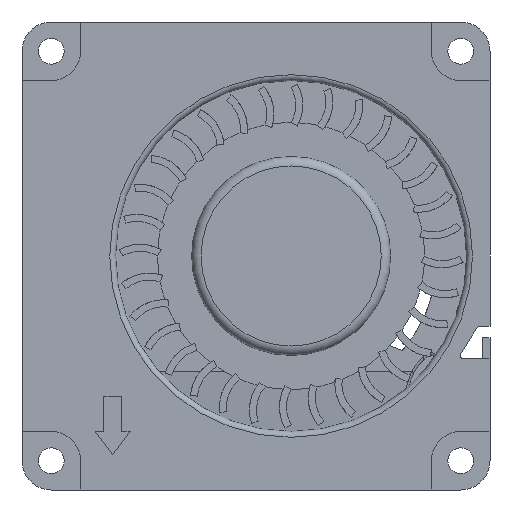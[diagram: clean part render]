
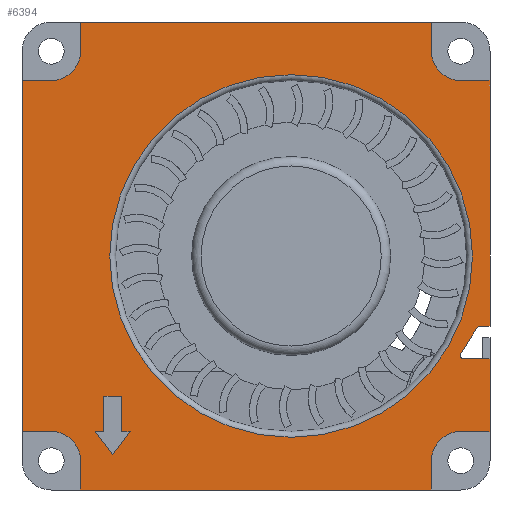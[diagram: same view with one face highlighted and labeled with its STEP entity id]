
A CAD part, front view. The second image highlights one B-rep face of the part: STEP entity #6394.
In plain terms, the highlighted planar face has unit normal (0, -1, 0).
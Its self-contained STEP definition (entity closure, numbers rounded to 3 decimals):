
#50=FACE_BOUND('',#1148,.T.);
#51=FACE_BOUND('',#1149,.T.);
#334=CIRCLE('',#7023,15.5);
#338=CIRCLE('',#7027,15.5);
#340=CIRCLE('',#7031,0.3);
#341=CIRCLE('',#7032,0.3);
#342=CIRCLE('',#7033,2.5);
#343=CIRCLE('',#7034,2.5);
#344=CIRCLE('',#7035,2.5);
#345=CIRCLE('',#7036,2.5);
#802=FACE_OUTER_BOUND('',#1147,.T.);
#1147=EDGE_LOOP('',(#5379,#5380,#5381,#5382,#5383,#5384,#5385,#5386,#5387,
#5388,#5389,#5390,#5391,#5392,#5393,#5394,#5395,#5396,#5397,#5398,#5399,
#5400));
#1148=EDGE_LOOP('',(#5401,#5402,#5403,#5404,#5405,#5406,#5407));
#1149=EDGE_LOOP('',(#5408,#5409));
#1324=LINE('',#9357,#1921);
#1328=LINE('',#9365,#1925);
#1331=LINE('',#9371,#1928);
#1334=LINE('',#9377,#1931);
#1337=LINE('',#9383,#1934);
#1340=LINE('',#9389,#1937);
#1343=LINE('',#9394,#1940);
#1687=LINE('',#10585,#2284);
#1688=LINE('',#10589,#2285);
#1689=LINE('',#10593,#2286);
#1690=LINE('',#10595,#2287);
#1691=LINE('',#10597,#2288);
#1692=LINE('',#10601,#2289);
#1693=LINE('',#10603,#2290);
#1694=LINE('',#10605,#2291);
#1695=LINE('',#10609,#2292);
#1696=LINE('',#10611,#2293);
#1697=LINE('',#10613,#2294);
#1698=LINE('',#10617,#2295);
#1699=LINE('',#10619,#2296);
#1700=LINE('',#10621,#2297);
#1701=LINE('',#10625,#2298);
#1702=LINE('',#10626,#2299);
#1921=VECTOR('',#7383,10.);
#1925=VECTOR('',#7389,10.);
#1928=VECTOR('',#7394,10.);
#1931=VECTOR('',#7399,10.);
#1934=VECTOR('',#7404,10.);
#1937=VECTOR('',#7409,10.);
#1940=VECTOR('',#7414,10.);
#2284=VECTOR('',#8672,10.);
#2285=VECTOR('',#8675,10.);
#2286=VECTOR('',#8678,10.);
#2287=VECTOR('',#8679,10.);
#2288=VECTOR('',#8680,10.);
#2289=VECTOR('',#8683,10.);
#2290=VECTOR('',#8684,10.);
#2291=VECTOR('',#8685,10.);
#2292=VECTOR('',#8688,10.);
#2293=VECTOR('',#8689,10.);
#2294=VECTOR('',#8690,10.);
#2295=VECTOR('',#8693,10.);
#2296=VECTOR('',#8694,10.);
#2297=VECTOR('',#8695,10.);
#2298=VECTOR('',#8698,10.);
#2299=VECTOR('',#8699,10.);
#2512=VERTEX_POINT('',#9355);
#2513=VERTEX_POINT('',#9356);
#2516=VERTEX_POINT('',#9364);
#2518=VERTEX_POINT('',#9370);
#2520=VERTEX_POINT('',#9376);
#2522=VERTEX_POINT('',#9382);
#2524=VERTEX_POINT('',#9388);
#2909=VERTEX_POINT('',#10569);
#2910=VERTEX_POINT('',#10570);
#2914=VERTEX_POINT('',#10583);
#2915=VERTEX_POINT('',#10584);
#2916=VERTEX_POINT('',#10586);
#2917=VERTEX_POINT('',#10588);
#2918=VERTEX_POINT('',#10590);
#2919=VERTEX_POINT('',#10592);
#2920=VERTEX_POINT('',#10594);
#2921=VERTEX_POINT('',#10596);
#2922=VERTEX_POINT('',#10598);
#2923=VERTEX_POINT('',#10600);
#2924=VERTEX_POINT('',#10602);
#2925=VERTEX_POINT('',#10604);
#2926=VERTEX_POINT('',#10606);
#2927=VERTEX_POINT('',#10608);
#2928=VERTEX_POINT('',#10610);
#2929=VERTEX_POINT('',#10612);
#2930=VERTEX_POINT('',#10614);
#2931=VERTEX_POINT('',#10616);
#2932=VERTEX_POINT('',#10618);
#2933=VERTEX_POINT('',#10620);
#2934=VERTEX_POINT('',#10622);
#2935=VERTEX_POINT('',#10624);
#3168=EDGE_CURVE('',#2512,#2513,#1324,.T.);
#3172=EDGE_CURVE('',#2516,#2512,#1328,.T.);
#3175=EDGE_CURVE('',#2518,#2516,#1331,.T.);
#3178=EDGE_CURVE('',#2520,#2518,#1334,.T.);
#3181=EDGE_CURVE('',#2522,#2520,#1337,.T.);
#3184=EDGE_CURVE('',#2524,#2522,#1340,.T.);
#3187=EDGE_CURVE('',#2513,#2524,#1343,.T.);
#3773=EDGE_CURVE('',#2909,#2910,#334,.T.);
#3777=EDGE_CURVE('',#2910,#2909,#338,.T.);
#3780=EDGE_CURVE('',#2914,#2915,#1687,.T.);
#3781=EDGE_CURVE('',#2915,#2916,#340,.T.);
#3782=EDGE_CURVE('',#2916,#2917,#1688,.T.);
#3783=EDGE_CURVE('',#2917,#2918,#341,.T.);
#3784=EDGE_CURVE('',#2918,#2919,#1689,.T.);
#3785=EDGE_CURVE('',#2920,#2919,#1690,.T.);
#3786=EDGE_CURVE('',#2920,#2921,#1691,.T.);
#3787=EDGE_CURVE('',#2921,#2922,#342,.T.);
#3788=EDGE_CURVE('',#2922,#2923,#1692,.T.);
#3789=EDGE_CURVE('',#2924,#2923,#1693,.T.);
#3790=EDGE_CURVE('',#2924,#2925,#1694,.T.);
#3791=EDGE_CURVE('',#2925,#2926,#343,.T.);
#3792=EDGE_CURVE('',#2926,#2927,#1695,.T.);
#3793=EDGE_CURVE('',#2928,#2927,#1696,.T.);
#3794=EDGE_CURVE('',#2928,#2929,#1697,.T.);
#3795=EDGE_CURVE('',#2929,#2930,#344,.T.);
#3796=EDGE_CURVE('',#2930,#2931,#1698,.T.);
#3797=EDGE_CURVE('',#2932,#2931,#1699,.T.);
#3798=EDGE_CURVE('',#2932,#2933,#1700,.T.);
#3799=EDGE_CURVE('',#2933,#2934,#345,.T.);
#3800=EDGE_CURVE('',#2934,#2935,#1701,.T.);
#3801=EDGE_CURVE('',#2914,#2935,#1702,.T.);
#5379=ORIENTED_EDGE('',*,*,#3780,.T.);
#5380=ORIENTED_EDGE('',*,*,#3781,.T.);
#5381=ORIENTED_EDGE('',*,*,#3782,.T.);
#5382=ORIENTED_EDGE('',*,*,#3783,.T.);
#5383=ORIENTED_EDGE('',*,*,#3784,.T.);
#5384=ORIENTED_EDGE('',*,*,#3785,.F.);
#5385=ORIENTED_EDGE('',*,*,#3786,.T.);
#5386=ORIENTED_EDGE('',*,*,#3787,.T.);
#5387=ORIENTED_EDGE('',*,*,#3788,.T.);
#5388=ORIENTED_EDGE('',*,*,#3789,.F.);
#5389=ORIENTED_EDGE('',*,*,#3790,.T.);
#5390=ORIENTED_EDGE('',*,*,#3791,.T.);
#5391=ORIENTED_EDGE('',*,*,#3792,.T.);
#5392=ORIENTED_EDGE('',*,*,#3793,.F.);
#5393=ORIENTED_EDGE('',*,*,#3794,.T.);
#5394=ORIENTED_EDGE('',*,*,#3795,.T.);
#5395=ORIENTED_EDGE('',*,*,#3796,.T.);
#5396=ORIENTED_EDGE('',*,*,#3797,.F.);
#5397=ORIENTED_EDGE('',*,*,#3798,.T.);
#5398=ORIENTED_EDGE('',*,*,#3799,.T.);
#5399=ORIENTED_EDGE('',*,*,#3800,.T.);
#5400=ORIENTED_EDGE('',*,*,#3801,.F.);
#5401=ORIENTED_EDGE('',*,*,#3168,.T.);
#5402=ORIENTED_EDGE('',*,*,#3187,.T.);
#5403=ORIENTED_EDGE('',*,*,#3184,.T.);
#5404=ORIENTED_EDGE('',*,*,#3181,.T.);
#5405=ORIENTED_EDGE('',*,*,#3178,.T.);
#5406=ORIENTED_EDGE('',*,*,#3175,.T.);
#5407=ORIENTED_EDGE('',*,*,#3172,.T.);
#5408=ORIENTED_EDGE('',*,*,#3773,.F.);
#5409=ORIENTED_EDGE('',*,*,#3777,.F.);
#6094=PLANE('',#7030);
#6394=ADVANCED_FACE('',(#802,#50,#51),#6094,.T.);
#7023=AXIS2_PLACEMENT_3D('',#10571,#8655,#8656);
#7027=AXIS2_PLACEMENT_3D('',#10577,#8663,#8664);
#7030=AXIS2_PLACEMENT_3D('',#10582,#8670,#8671);
#7031=AXIS2_PLACEMENT_3D('',#10587,#8673,#8674);
#7032=AXIS2_PLACEMENT_3D('',#10591,#8676,#8677);
#7033=AXIS2_PLACEMENT_3D('',#10599,#8681,#8682);
#7034=AXIS2_PLACEMENT_3D('',#10607,#8686,#8687);
#7035=AXIS2_PLACEMENT_3D('',#10615,#8691,#8692);
#7036=AXIS2_PLACEMENT_3D('',#10623,#8696,#8697);
#7383=DIRECTION('',(0.,0.,1.));
#7389=DIRECTION('',(1.,0.,0.));
#7394=DIRECTION('',(-0.6,0.,0.8));
#7399=DIRECTION('',(-0.6,0.,-0.8));
#7404=DIRECTION('',(1.,0.,0.));
#7409=DIRECTION('',(0.,0.,-1.));
#7414=DIRECTION('',(1.,0.,0.));
#8655=DIRECTION('center_axis',(0.,-1.,0.));
#8656=DIRECTION('ref_axis',(-1.,0.,0.));
#8663=DIRECTION('center_axis',(0.,-1.,0.));
#8664=DIRECTION('ref_axis',(-1.,0.,0.));
#8670=DIRECTION('center_axis',(0.,-1.,0.));
#8671=DIRECTION('ref_axis',(0.,0.,-1.));
#8672=DIRECTION('',(-1.,0.,0.));
#8673=DIRECTION('center_axis',(0.,1.,0.));
#8674=DIRECTION('ref_axis',(-0.841,0.,0.541));
#8675=DIRECTION('',(0.541,0.,0.841));
#8676=DIRECTION('center_axis',(0.,1.,0.));
#8677=DIRECTION('ref_axis',(0.,0.,1.));
#8678=DIRECTION('',(1.,0.,0.));
#8679=DIRECTION('',(0.,0.,-1.));
#8680=DIRECTION('',(-1.,0.,0.));
#8681=DIRECTION('center_axis',(0.,1.,0.));
#8682=DIRECTION('ref_axis',(1.,0.,0.));
#8683=DIRECTION('',(0.,0.,1.));
#8684=DIRECTION('',(1.,0.,0.));
#8685=DIRECTION('',(0.,0.,-1.));
#8686=DIRECTION('center_axis',(0.,1.,0.));
#8687=DIRECTION('ref_axis',(0.,0.,-1.));
#8688=DIRECTION('',(-1.,0.,0.));
#8689=DIRECTION('',(0.,0.,1.));
#8690=DIRECTION('',(1.,0.,0.));
#8691=DIRECTION('center_axis',(0.,1.,0.));
#8692=DIRECTION('ref_axis',(1.,0.,0.));
#8693=DIRECTION('',(0.,0.,-1.));
#8694=DIRECTION('',(-1.,0.,0.));
#8695=DIRECTION('',(0.,0.,1.));
#8696=DIRECTION('center_axis',(0.,1.,0.));
#8697=DIRECTION('ref_axis',(0.,0.,-1.));
#8698=DIRECTION('',(1.,0.,0.));
#8699=DIRECTION('',(0.,0.,-1.));
#9355=CARTESIAN_POINT('',(-13.,0.,-15.));
#9356=CARTESIAN_POINT('',(-13.,0.,-12.));
#9357=CARTESIAN_POINT('',(-13.,0.,-7.5));
#9364=CARTESIAN_POINT('',(-13.75,0.,-15.));
#9365=CARTESIAN_POINT('',(-6.875,0.,-15.));
#9370=CARTESIAN_POINT('',(-12.25,0.,-17.));
#9371=CARTESIAN_POINT('',(-14.125,0.,-14.5));
#9376=CARTESIAN_POINT('',(-10.75,0.,-15.));
#9377=CARTESIAN_POINT('',(-5.215,0.,-7.62));
#9382=CARTESIAN_POINT('',(-11.5,0.,-15.));
#9383=CARTESIAN_POINT('',(-5.75,0.,-15.));
#9388=CARTESIAN_POINT('',(-11.5,0.,-12.));
#9389=CARTESIAN_POINT('',(-11.5,0.,-6.));
#9394=CARTESIAN_POINT('',(-6.5,0.,-12.));
#10569=CARTESIAN_POINT('',(18.5,0.,0.));
#10570=CARTESIAN_POINT('',(3.,0.,-15.5));
#10571=CARTESIAN_POINT('Origin',(3.,0.,0.));
#10577=CARTESIAN_POINT('Origin',(3.,0.,0.));
#10582=CARTESIAN_POINT('Origin',(0.,0.,0.));
#10583=CARTESIAN_POINT('',(20.,0.,-8.8));
#10584=CARTESIAN_POINT('',(17.749,0.,-8.8));
#10585=CARTESIAN_POINT('',(10.,0.,-8.8));
#10586=CARTESIAN_POINT('',(17.497,0.,-8.338));
#10587=CARTESIAN_POINT('Origin',(17.749,0.,-8.5));
#10588=CARTESIAN_POINT('',(18.911,0.,-6.138));
#10589=CARTESIAN_POINT('',(16.835,0.,-9.367));
#10590=CARTESIAN_POINT('',(19.164,0.,-6.));
#10591=CARTESIAN_POINT('Origin',(19.164,0.,-6.3));
#10592=CARTESIAN_POINT('',(20.,0.,-6.));
#10593=CARTESIAN_POINT('',(9.582,0.,-6.));
#10594=CARTESIAN_POINT('',(20.,0.,15.));
#10595=CARTESIAN_POINT('',(20.,0.,17.5));
#10596=CARTESIAN_POINT('',(17.5,0.,15.));
#10597=CARTESIAN_POINT('',(10.,0.,15.));
#10598=CARTESIAN_POINT('',(15.,0.,17.5));
#10599=CARTESIAN_POINT('Origin',(17.5,0.,17.5));
#10600=CARTESIAN_POINT('',(15.,0.,20.));
#10601=CARTESIAN_POINT('',(15.,0.,8.75));
#10602=CARTESIAN_POINT('',(-15.,0.,20.));
#10603=CARTESIAN_POINT('',(-17.5,0.,20.));
#10604=CARTESIAN_POINT('',(-15.,0.,17.5));
#10605=CARTESIAN_POINT('',(-15.,0.,10.));
#10606=CARTESIAN_POINT('',(-17.5,0.,15.));
#10607=CARTESIAN_POINT('Origin',(-17.5,0.,17.5));
#10608=CARTESIAN_POINT('',(-20.,0.,15.));
#10609=CARTESIAN_POINT('',(-8.75,0.,15.));
#10610=CARTESIAN_POINT('',(-20.,0.,-15.));
#10611=CARTESIAN_POINT('',(-20.,0.,-17.5));
#10612=CARTESIAN_POINT('',(-17.5,0.,-15.));
#10613=CARTESIAN_POINT('',(-10.,0.,-15.));
#10614=CARTESIAN_POINT('',(-15.,0.,-17.5));
#10615=CARTESIAN_POINT('Origin',(-17.5,0.,-17.5));
#10616=CARTESIAN_POINT('',(-15.,0.,-20.));
#10617=CARTESIAN_POINT('',(-15.,0.,-8.75));
#10618=CARTESIAN_POINT('',(15.,0.,-20.));
#10619=CARTESIAN_POINT('',(17.5,0.,-20.));
#10620=CARTESIAN_POINT('',(15.,0.,-17.5));
#10621=CARTESIAN_POINT('',(15.,0.,-10.));
#10622=CARTESIAN_POINT('',(17.5,0.,-15.));
#10623=CARTESIAN_POINT('Origin',(17.5,0.,-17.5));
#10624=CARTESIAN_POINT('',(20.,0.,-15.));
#10625=CARTESIAN_POINT('',(8.75,0.,-15.));
#10626=CARTESIAN_POINT('',(20.,0.,17.5));
